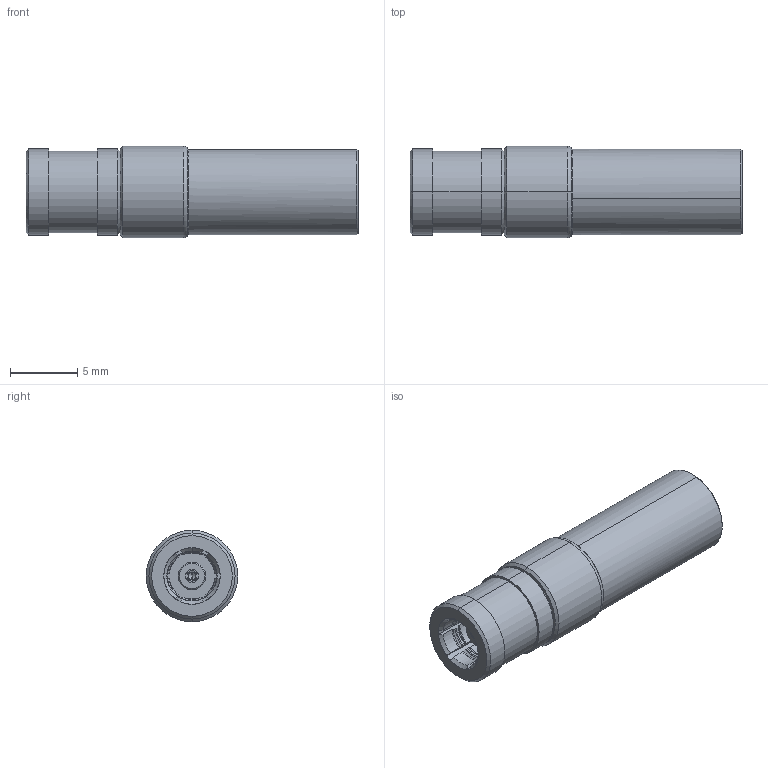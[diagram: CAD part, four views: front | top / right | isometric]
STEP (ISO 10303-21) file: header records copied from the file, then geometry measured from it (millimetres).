
FILE_DESCRIPTION (( 'STEP AP214' ), '1' );
FILE_NAME ('ÑÖÍÊ.434531.039ÑÁ_Ðîçåòêà+äëÿ ïîòðåáèòåëÿ.STEP', '2018-11-30T09:49:38', ( 'User' ), ( '' ), 'SwSTEP 2.0', 'SolidWorks 2016', '' );
FILE_SCHEMA (( 'AUTOMOTIVE_DESIGN' ));
Length unit declared in the file: millimetre
Products named in the file (1): ÑÖÍÊ.434531.039ÑÁ_Ðîçåòêà+äëÿ ïîòðåáèòåëÿ
Bounding box: 24.69 x 6.8 x 6.8 mm (x, y, z)
Volume: 463 mm3; surface area: 1097.6 mm2
Topology: 1 solids, 1 shells, 159 faces, 411 edges, 262 vertices
Faces by surface type: cone 45, cylinder 42, plane 37, torus 35
Entity records: 6910 total; most frequent: CARTESIAN_POINT 1347, DIRECTION 829, ORIENTED_EDGE 818, EDGE_CURVE 409, AXIS2_PLACEMENT_3D 348, VERTEX_POINT 262, CIRCLE 188, EDGE_LOOP 169
